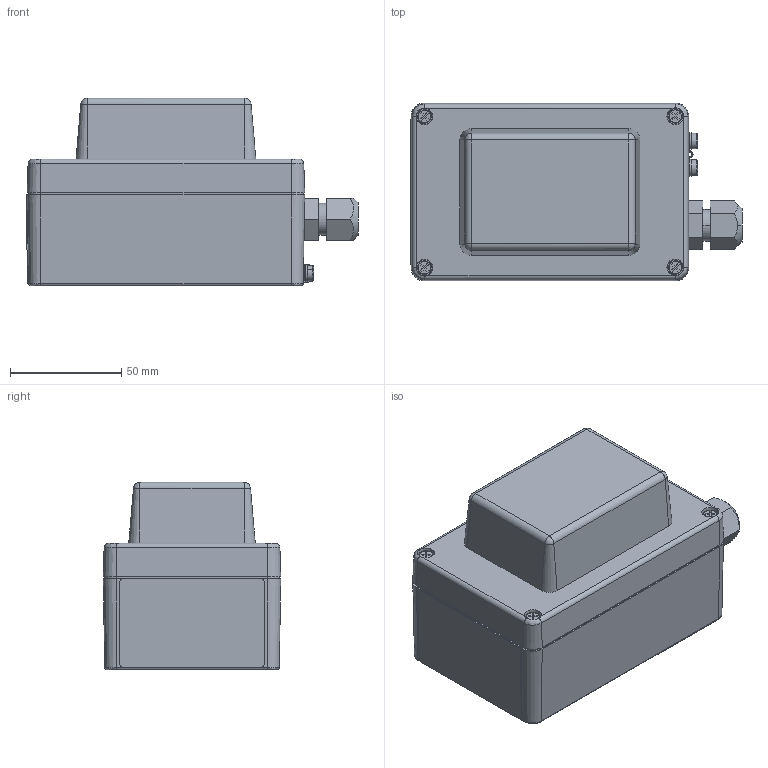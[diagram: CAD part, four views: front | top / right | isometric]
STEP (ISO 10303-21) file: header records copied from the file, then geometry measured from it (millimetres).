
FILE_DESCRIPTION (( 'STEP AP214' ), '1' );
FILE_NAME ('GPS2_352335.STEP', '2015-02-18T08:49:39', ( 'Admin1' ), ( '' ), 'SwSTEP 2.0', 'SolidWorks 2014', '' );
FILE_SCHEMA (( 'AUTOMOTIVE_DESIGN' ));
Length unit declared in the file: millimetre
Products named in the file (1): GPS2_352335
Bounding box: 149.47 x 80 x 84.5 mm (x, y, z)
Surface area: 62263.3 mm2 (no closed solid volume)
Topology: 0 solids, 16 shells, 214 faces, 655 edges, 438 vertices
Faces by surface type: plane 119, cylinder 37, cone 34, bspline 20, torus 4
Entity records: 11228 total; most frequent: CARTESIAN_POINT 3214, DIRECTION 1161, ORIENTED_EDGE 1079, EDGE_CURVE 651, VERTEX_POINT 438, AXIS2_PLACEMENT_3D 391, VECTOR 379, LINE 379
